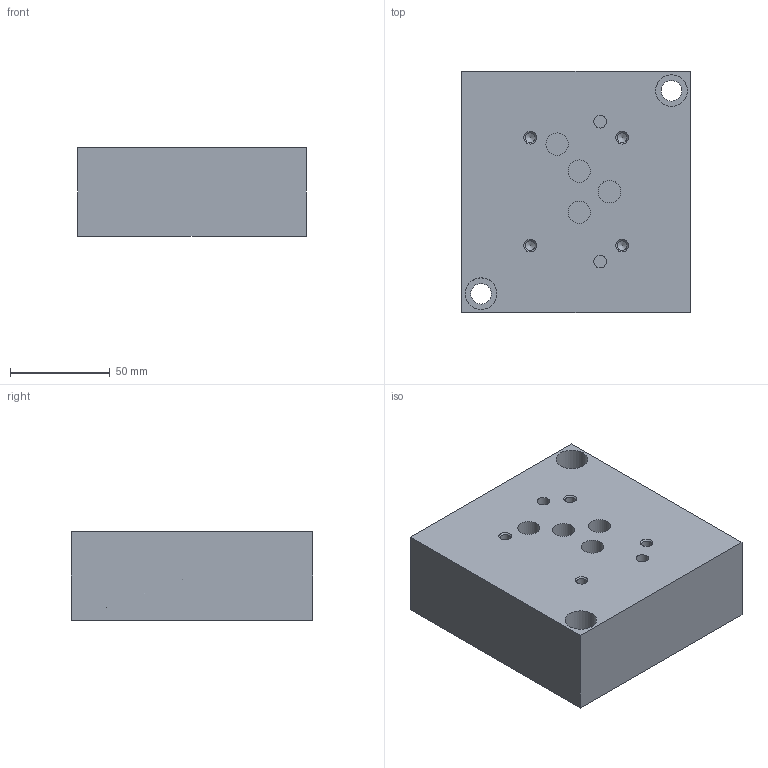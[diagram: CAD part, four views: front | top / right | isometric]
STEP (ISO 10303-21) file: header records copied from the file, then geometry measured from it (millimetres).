
FILE_DESCRIPTION( ( 'STEP AP214' ), ' ' );
FILE_NAME( 'AD05HESPB12P.stp', '2018-07-07T13:20:50', ( '' ), ( '' ), ' ', 'PARTsolutions', ' ' );
FILE_SCHEMA( ( 'AUTOMOTIVE_DESIGN { 1 0 10303 214 1 1 1 1 }' ) );
Length unit declared in the file: inch
Products named in the file (1): _AD05HESPB12P
Bounding box: 114.3 x 120.65 x 44.45 mm (x, y, z)
Volume: 539019.7 mm3; surface area: 63656.6 mm2
Topology: 1 solids, 1 shells, 235 faces, 601 edges, 394 vertices
Faces by surface type: plane 155, cylinder 54, cone 26
Full cylindrical faces by diameter (mm): 4.976 x4, 6.299 x2, 10.312 x2, 11.201 x4, 15.875 x2
Entity records: 8719 total; most frequent: CARTESIAN_POINT 1181, DIRECTION 1153, ORIENTED_EDGE 1102, EDGE_CURVE 551, LINE 421, VECTOR 421, VERTEX_POINT 394, AXIS2_PLACEMENT_3D 366
